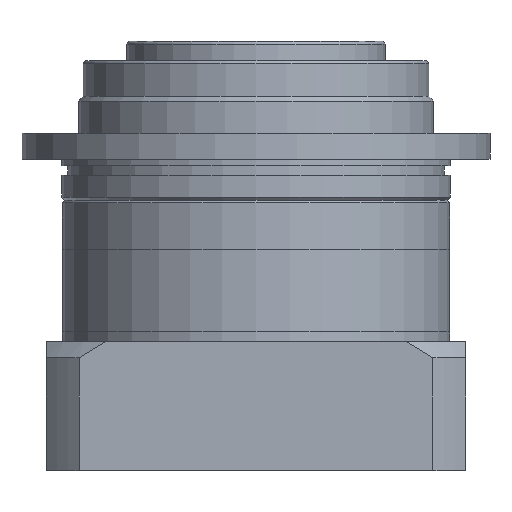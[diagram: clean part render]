
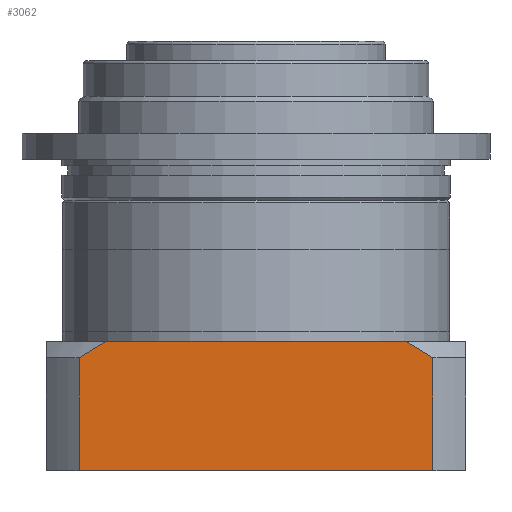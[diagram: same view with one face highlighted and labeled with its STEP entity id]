
A CAD part, front view. The second image highlights one B-rep face of the part: STEP entity #3062.
In plain terms, the highlighted planar face has unit normal (0, -1, 0).
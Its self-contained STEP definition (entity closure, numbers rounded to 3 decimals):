
#97 = VERTEX_POINT ( 'NONE', #6704 ) ;
#319 = CARTESIAN_POINT ( 'NONE',  ( 49.388, -65., -1.603 ) ) ;
#326 = VECTOR ( 'NONE', #3220, 1000. ) ;
#419 = ORIENTED_EDGE ( 'NONE', *, *, #4050, .F. ) ;
#695 = ORIENTED_EDGE ( 'NONE', *, *, #6676, .T. ) ;
#815 = EDGE_CURVE ( 'NONE', #1059, #1991, #5177, .T. ) ;
#853 = EDGE_LOOP ( 'NONE', ( #695, #4193, #5120, #2726, #419, #986 ) ) ;
#935 = CARTESIAN_POINT ( 'NONE',  ( -46.637, -65., 0. ) ) ;
#957 = VERTEX_POINT ( 'NONE', #1746 ) ;
#986 = ORIENTED_EDGE ( 'NONE', *, *, #2164, .F. ) ;
#997 = VECTOR ( 'NONE', #3778, 1000. ) ;
#1059 = VERTEX_POINT ( 'NONE', #935 ) ;
#1746 = CARTESIAN_POINT ( 'NONE',  ( -54.772, -65., -40. ) ) ;
#1780 = LINE ( 'NONE', #6185, #6605 ) ;
#1931 = DIRECTION ( 'NONE',  ( 0., 0., 1. ) ) ;
#1950 = DIRECTION ( 'NONE',  ( 0., 1., 0. ) ) ;
#1960 = CARTESIAN_POINT ( 'NONE',  ( 54.772, -65., -40. ) ) ;
#1991 = VERTEX_POINT ( 'NONE', #7656 ) ;
#2143 = PLANE ( 'NONE',  #7550 ) ;
#2164 = EDGE_CURVE ( 'NONE', #4272, #957, #7447, .T. ) ;
#2726 = ORIENTED_EDGE ( 'NONE', *, *, #815, .T. ) ;
#2830 = VECTOR ( 'NONE', #5281, 1000. ) ;
#3013 = DIRECTION ( 'NONE',  ( 0., 0., 1. ) ) ;
#3062 = ADVANCED_FACE ( 'NONE', ( #4874 ), #2143, .F. ) ;
#3220 = DIRECTION ( 'NONE',  ( 0., 0., 1. ) ) ;
#3246 = CARTESIAN_POINT ( 'NONE',  ( 54.772, -65., -40. ) ) ;
#3472 = CARTESIAN_POINT ( 'NONE',  ( 54.772, -65., -5. ) ) ;
#3778 = DIRECTION ( 'NONE',  ( -1., 0., 0. ) ) ;
#4050 = EDGE_CURVE ( 'NONE', #957, #1991, #1780, .T. ) ;
#4193 = ORIENTED_EDGE ( 'NONE', *, *, #5779, .T. ) ;
#4272 = VERTEX_POINT ( 'NONE', #3246 ) ;
#4742 = CARTESIAN_POINT ( 'NONE',  ( 46.637, -65., 0. ) ) ;
#4874 = FACE_OUTER_BOUND ( 'NONE', #853, .T. ) ;
#4932 = CARTESIAN_POINT ( 'NONE',  ( 54.772, -65., -40. ) ) ;
#5120 = ORIENTED_EDGE ( 'NONE', *, *, #7560, .T. ) ;
#5177 = B_SPLINE_CURVE_WITH_KNOTS ( 'NONE', 3,
 ( #6292, #6836, #6485, #6514 ),
 .UNSPECIFIED., .F., .F.,
 ( 4, 4 ),
 ( 0., 0.01 ),
 .UNSPECIFIED. ) ;
#5281 = DIRECTION ( 'NONE',  ( -1., 0., 0. ) ) ;
#5779 = EDGE_CURVE ( 'NONE', #97, #7104, #6293, .T. ) ;
#6185 = CARTESIAN_POINT ( 'NONE',  ( -54.772, -65., -40. ) ) ;
#6196 = CARTESIAN_POINT ( 'NONE',  ( 46.637, -65., 0. ) ) ;
#6292 = CARTESIAN_POINT ( 'NONE',  ( -46.637, -65., 0. ) ) ;
#6293 = B_SPLINE_CURVE_WITH_KNOTS ( 'NONE', 3,
 ( #3472, #7257, #319, #4742 ),
 .UNSPECIFIED., .F., .F.,
 ( 4, 4 ),
 ( 0., 0.01 ),
 .UNSPECIFIED. ) ;
#6485 = CARTESIAN_POINT ( 'NONE',  ( -52.096, -65., -3.275 ) ) ;
#6514 = CARTESIAN_POINT ( 'NONE',  ( -54.772, -65., -5. ) ) ;
#6605 = VECTOR ( 'NONE', #3013, 1000. ) ;
#6676 = EDGE_CURVE ( 'NONE', #4272, #97, #7039, .T. ) ;
#6704 = CARTESIAN_POINT ( 'NONE',  ( 54.772, -65., -5. ) ) ;
#6836 = CARTESIAN_POINT ( 'NONE',  ( -49.388, -65., -1.603 ) ) ;
#6987 = CARTESIAN_POINT ( 'NONE',  ( 54.772, -65., -40. ) ) ;
#7039 = LINE ( 'NONE', #6987, #326 ) ;
#7104 = VERTEX_POINT ( 'NONE', #6196 ) ;
#7257 = CARTESIAN_POINT ( 'NONE',  ( 52.096, -65., -3.275 ) ) ;
#7447 = LINE ( 'NONE', #4932, #2830 ) ;
#7512 = LINE ( 'NONE', #8201, #997 ) ;
#7550 = AXIS2_PLACEMENT_3D ( 'NONE', #1960, #1950, #1931 ) ;
#7560 = EDGE_CURVE ( 'NONE', #7104, #1059, #7512, .T. ) ;
#7656 = CARTESIAN_POINT ( 'NONE',  ( -54.772, -65., -5. ) ) ;
#8201 = CARTESIAN_POINT ( 'NONE',  ( 54.772, -65., 0. ) ) ;
